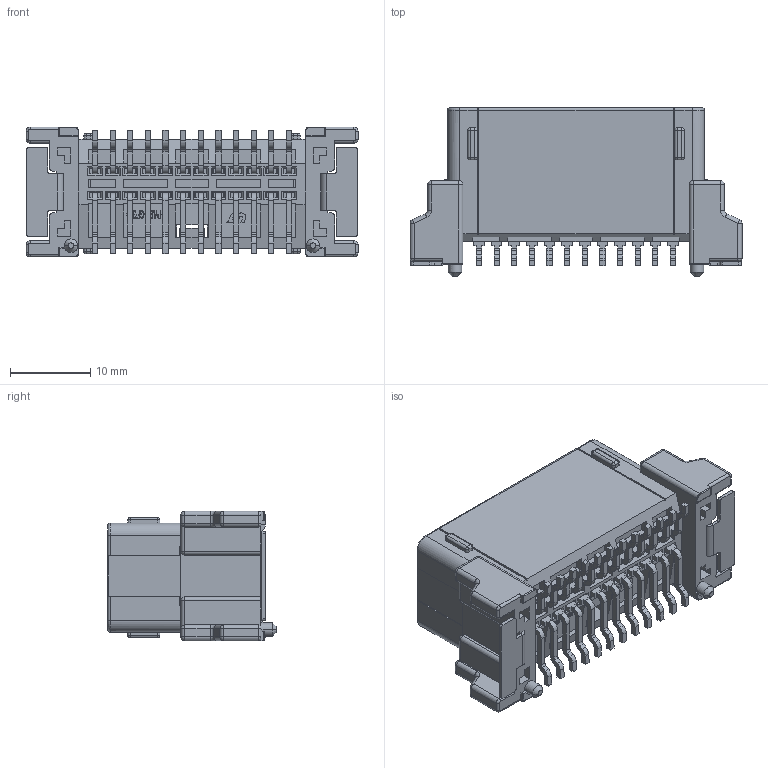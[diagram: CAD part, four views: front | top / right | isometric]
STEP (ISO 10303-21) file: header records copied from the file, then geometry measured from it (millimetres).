
FILE_DESCRIPTION((''),'2;1');
FILE_NAME('025_SMT_24M_ASSY_V_CU','2023-01-05T08:57:52',('jhryu'),(''),'CREO PARAMETRIC BY PTC INC, 2017380','CREO PARAMETRIC BY PTC INC, 2017380','');
FILE_SCHEMA(('CONFIG_CONTROL_DESIGN'));
Products named in the file (1): 025_SMT_24M_ASSY_V_CU
Bounding box: 41.4 x 21 x 16.2 mm (x, y, z)
Volume: 3690.7 mm3; surface area: 6064.8 mm2
Topology: 1 solids, 1 shells, 2467 faces, 6102 edges, 3722 vertices
Faces by surface type: plane 1987, cylinder 392, sphere 40, cone 24, torus 16, bspline 8
Entity records: 71046 total; most frequent: CARTESIAN_POINT 12537, ORIENTED_EDGE 12188, DIRECTION 11788, EDGE_CURVE 6094, VECTOR 5266, LINE 5266, VERTEX_POINT 3722, AXIS2_PLACEMENT_3D 3261
